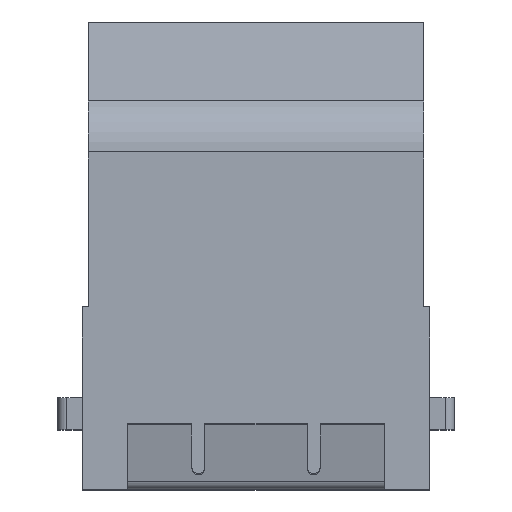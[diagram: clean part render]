
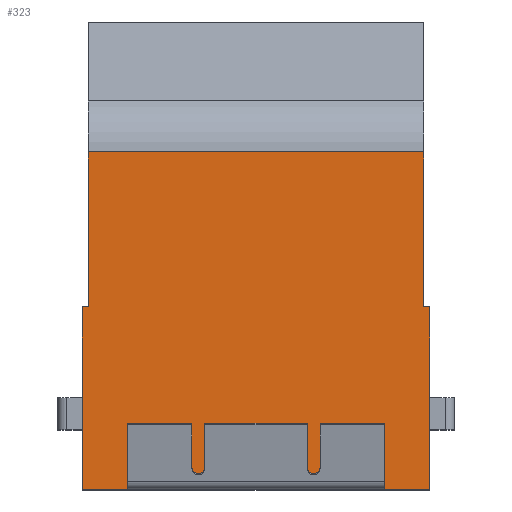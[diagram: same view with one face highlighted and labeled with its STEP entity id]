
A CAD part, top view. The second image highlights one B-rep face of the part: STEP entity #323.
In plain terms, the highlighted planar face has unit normal (0, 0, 1).
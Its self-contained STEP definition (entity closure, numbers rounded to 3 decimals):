
#323 = ADVANCED_FACE('',(#324),#422,.T.);
#324 = FACE_BOUND('',#325,.T.);
#325 = EDGE_LOOP('',(#326,#336,#344,#352,#360,#368,#376,#384,#392,#400,
    #408,#416));
#326 = ORIENTED_EDGE('',*,*,#327,.F.);
#327 = EDGE_CURVE('',#328,#330,#332,.T.);
#328 = VERTEX_POINT('',#329);
#329 = CARTESIAN_POINT('',(-6.891,-2.066,13.587));
#330 = VERTEX_POINT('',#331);
#331 = CARTESIAN_POINT('',(-6.642,-2.066,13.587));
#332 = LINE('',#333,#334);
#333 = CARTESIAN_POINT('',(-6.891,-2.066,13.587));
#334 = VECTOR('',#335,1.);
#335 = DIRECTION('',(1.,0.,0.));
#336 = ORIENTED_EDGE('',*,*,#337,.T.);
#337 = EDGE_CURVE('',#328,#338,#340,.T.);
#338 = VERTEX_POINT('',#339);
#339 = CARTESIAN_POINT('',(-6.891,-9.3,13.587));
#340 = LINE('',#341,#342);
#341 = CARTESIAN_POINT('',(-6.891,4.075,13.587));
#342 = VECTOR('',#343,1.);
#343 = DIRECTION('',(0.,-1.,0.));
#344 = ORIENTED_EDGE('',*,*,#345,.T.);
#345 = EDGE_CURVE('',#338,#346,#348,.T.);
#346 = VERTEX_POINT('',#347);
#347 = CARTESIAN_POINT('',(-5.08,-9.3,13.587));
#348 = LINE('',#349,#350);
#349 = CARTESIAN_POINT('',(-6.642,-9.3,13.587));
#350 = VECTOR('',#351,1.);
#351 = DIRECTION('',(1.,0.,0.));
#352 = ORIENTED_EDGE('',*,*,#353,.T.);
#353 = EDGE_CURVE('',#346,#354,#356,.T.);
#354 = VERTEX_POINT('',#355);
#355 = CARTESIAN_POINT('',(-5.08,-9.051,13.587));
#356 = LINE('',#357,#358);
#357 = CARTESIAN_POINT('',(-5.08,-9.3,13.587));
#358 = VECTOR('',#359,1.);
#359 = DIRECTION('',(0.,1.,0.));
#360 = ORIENTED_EDGE('',*,*,#361,.T.);
#361 = EDGE_CURVE('',#354,#362,#364,.T.);
#362 = VERTEX_POINT('',#363);
#363 = CARTESIAN_POINT('',(5.08,-9.051,13.587));
#364 = LINE('',#365,#366);
#365 = CARTESIAN_POINT('',(-6.642,-9.051,13.587));
#366 = VECTOR('',#367,1.);
#367 = DIRECTION('',(1.,0.,0.));
#368 = ORIENTED_EDGE('',*,*,#369,.F.);
#369 = EDGE_CURVE('',#370,#362,#372,.T.);
#370 = VERTEX_POINT('',#371);
#371 = CARTESIAN_POINT('',(5.08,-9.3,13.587));
#372 = LINE('',#373,#374);
#373 = CARTESIAN_POINT('',(5.08,-9.3,13.587));
#374 = VECTOR('',#375,1.);
#375 = DIRECTION('',(0.,1.,0.));
#376 = ORIENTED_EDGE('',*,*,#377,.T.);
#377 = EDGE_CURVE('',#370,#378,#380,.T.);
#378 = VERTEX_POINT('',#379);
#379 = CARTESIAN_POINT('',(6.891,-9.3,13.587));
#380 = LINE('',#381,#382);
#381 = CARTESIAN_POINT('',(-6.642,-9.3,13.587));
#382 = VECTOR('',#383,1.);
#383 = DIRECTION('',(1.,0.,0.));
#384 = ORIENTED_EDGE('',*,*,#385,.T.);
#385 = EDGE_CURVE('',#378,#386,#388,.T.);
#386 = VERTEX_POINT('',#387);
#387 = CARTESIAN_POINT('',(6.891,-2.066,13.587));
#388 = LINE('',#389,#390);
#389 = CARTESIAN_POINT('',(6.891,4.075,13.587));
#390 = VECTOR('',#391,1.);
#391 = DIRECTION('',(0.,1.,0.));
#392 = ORIENTED_EDGE('',*,*,#393,.F.);
#393 = EDGE_CURVE('',#394,#386,#396,.T.);
#394 = VERTEX_POINT('',#395);
#395 = CARTESIAN_POINT('',(6.642,-2.066,13.587));
#396 = LINE('',#397,#398);
#397 = CARTESIAN_POINT('',(6.891,-2.066,13.587));
#398 = VECTOR('',#399,1.);
#399 = DIRECTION('',(1.,0.,0.));
#400 = ORIENTED_EDGE('',*,*,#401,.T.);
#401 = EDGE_CURVE('',#394,#402,#404,.T.);
#402 = VERTEX_POINT('',#403);
#403 = CARTESIAN_POINT('',(6.642,4.075,13.587));
#404 = LINE('',#405,#406);
#405 = CARTESIAN_POINT('',(6.642,4.075,13.587));
#406 = VECTOR('',#407,1.);
#407 = DIRECTION('',(0.,1.,0.));
#408 = ORIENTED_EDGE('',*,*,#409,.T.);
#409 = EDGE_CURVE('',#402,#410,#412,.T.);
#410 = VERTEX_POINT('',#411);
#411 = CARTESIAN_POINT('',(-6.642,4.075,13.587));
#412 = LINE('',#413,#414);
#413 = CARTESIAN_POINT('',(-6.642,4.075,13.587));
#414 = VECTOR('',#415,1.);
#415 = DIRECTION('',(-1.,0.,-0.));
#416 = ORIENTED_EDGE('',*,*,#417,.T.);
#417 = EDGE_CURVE('',#410,#330,#418,.T.);
#418 = LINE('',#419,#420);
#419 = CARTESIAN_POINT('',(-6.642,4.075,13.587));
#420 = VECTOR('',#421,1.);
#421 = DIRECTION('',(0.,-1.,0.));
#422 = PLANE('',#423);
#423 = AXIS2_PLACEMENT_3D('',#424,#425,#426);
#424 = CARTESIAN_POINT('',(-6.642,4.075,13.587));
#425 = DIRECTION('',(0.,0.,1.));
#426 = DIRECTION('',(0.,-1.,0.));
